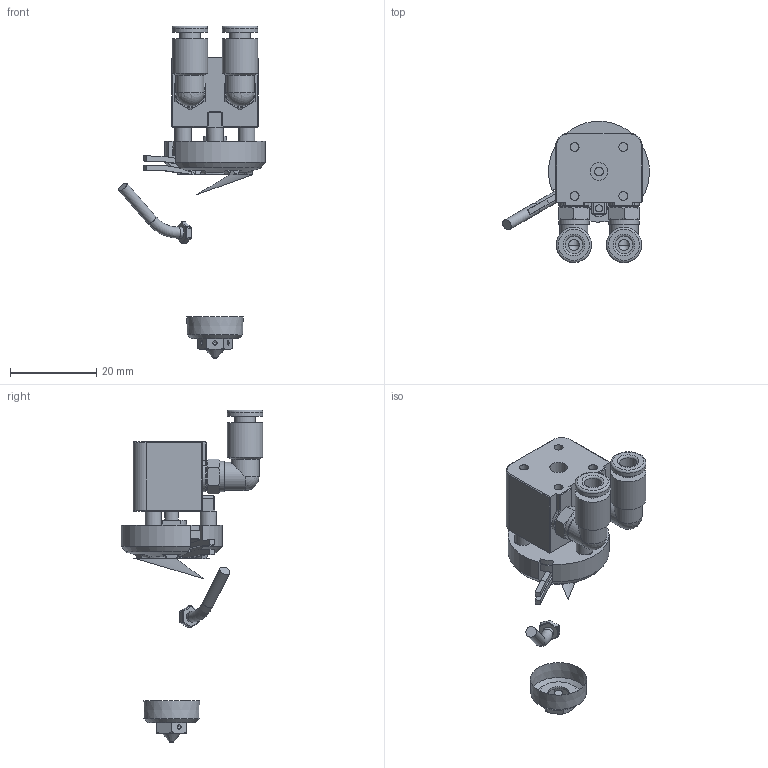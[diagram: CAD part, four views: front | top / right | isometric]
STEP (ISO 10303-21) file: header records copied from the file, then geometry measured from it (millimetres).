
FILE_DESCRIPTION(/* description */ (''),/* implementation_level */ '2;1');
FILE_NAME(/* name */ 'Goliath Mockup Water v1.step',/* time_stamp */ '2023-07-12T22:05:59+01:00',/* author */ (''),/* organization */ (''),/* preprocessor_version */ 'ST-DEVELOPER v19.2',/* originating_system */ 'Autodesk Translation Framework v12.6.0.85',/* authorisation */ '');
FILE_SCHEMA (('AUTOMOTIVE_DESIGN { 1 0 10303 214 3 1 1 }'));
Length unit declared in the file: millimetre
Products named in the file (3): Goliath Mockup Water; LSD Water cooled; 52065K492_Push-to-Connect Tube Fitting for Air and Water
Assembly tree (3 placements, depth 2):
  Goliath Mockup Water
    LSD Water cooled
    52065K492_Push-to-Connect Tube Fitting for Air and Water  x2
Bounding box: 33.96 x 32.77 x 76.9 mm (x, y, z)
Volume: 16517.1 mm3; surface area: 9047.3 mm2
Topology: 7 solids, 9 shells, 398 faces, 939 edges, 572 vertices
Faces by surface type: plane 142, cylinder 123, cone 71, bspline 26, torus 20, sphere 16
Full cylindrical faces by diameter (mm): 0.4 x1, 1.623 x3, 2 x2, 2.075 x4, 2.2 x3, 2.4 x3, 2.5 x4, 2.529 x1, 3.15 x1, 3.8 x3, 3.961 x6, 4 x2, 4.1 x1, 4.8 x2, 5 x5, 6.5 x4, 6.94 x1, 7 x3, 8.2 x4, 8.89 x1
Entity records: 11900 total; most frequent: CARTESIAN_POINT 4020, DIRECTION 1631, ORIENTED_EDGE 1616, EDGE_CURVE 808, AXIS2_PLACEMENT_3D 659, VERTEX_POINT 497, EDGE_LOOP 383, FACE_OUTER_BOUND 341
